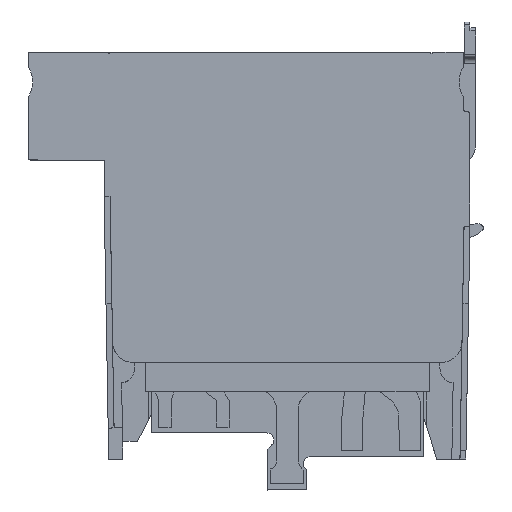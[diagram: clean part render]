
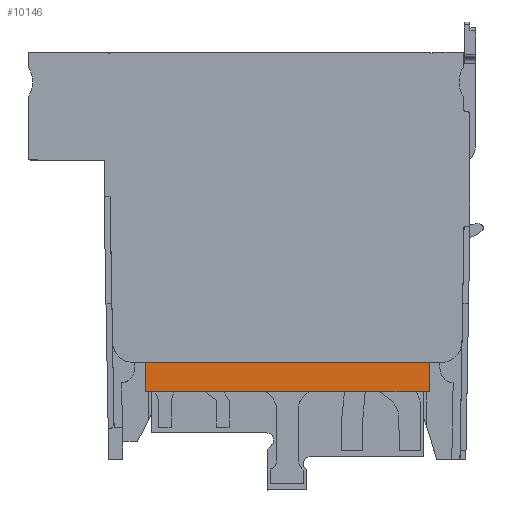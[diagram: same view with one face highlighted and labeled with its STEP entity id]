
A CAD part, top view. The second image highlights one B-rep face of the part: STEP entity #10146.
In plain terms, the highlighted planar face has unit normal (0, 0, 1).
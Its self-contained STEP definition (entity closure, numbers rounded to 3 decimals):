
#5159=DIRECTION('',(1.,0.,0.));
#5160=VECTOR('',#5159,47.9);
#5161=CARTESIAN_POINT('',(-23.926,33.255,1.841));
#5162=LINE('',#5161,#5160);
#5166=DIRECTION('',(0.,-1.,0.));
#5167=VECTOR('',#5166,4.93);
#5168=CARTESIAN_POINT('',(23.974,33.255,1.841));
#5169=LINE('',#5168,#5167);
#5173=DIRECTION('',(-1.,0.,0.));
#5174=VECTOR('',#5173,47.9);
#5175=CARTESIAN_POINT('',(23.974,28.325,1.841));
#5176=LINE('',#5175,#5174);
#5180=DIRECTION('',(0.,1.,0.));
#5181=VECTOR('',#5180,4.93);
#5182=CARTESIAN_POINT('',(-23.926,28.325,1.841));
#5183=LINE('',#5182,#5181);
#5527=CARTESIAN_POINT('',(23.974,33.255,1.841));
#5528=VERTEX_POINT('',#5527);
#5529=CARTESIAN_POINT('',(-23.926,33.255,1.841));
#5530=VERTEX_POINT('',#5529);
#6128=CARTESIAN_POINT('',(-23.926,28.325,1.841));
#6129=VERTEX_POINT('',#6128);
#6130=CARTESIAN_POINT('',(23.974,28.325,1.841));
#6131=VERTEX_POINT('',#6130);
#10133=CARTESIAN_POINT('',(0.,0.,1.841));
#10134=DIRECTION('',(0.,0.,-1.));
#10135=DIRECTION('',(1.,0.,0.));
#10136=AXIS2_PLACEMENT_3D('',#10133,#10134,#10135);
#10137=PLANE('',#10136);
#10138=ORIENTED_EDGE('',*,*,#6582,.T.);
#10140=ORIENTED_EDGE('',*,*,#10139,.T.);
#10142=ORIENTED_EDGE('',*,*,#10141,.T.);
#10143=ORIENTED_EDGE('',*,*,#10125,.T.);
#10144=EDGE_LOOP('',(#10138,#10140,#10142,#10143));
#10145=FACE_OUTER_BOUND('',#10144,.F.);
#10146=ADVANCED_FACE('',(#10145),#10137,.F.);
#6582=EDGE_CURVE('',#5530,#5528,#5162,.T.);
#10125=EDGE_CURVE('',#6129,#5530,#5183,.T.);
#10139=EDGE_CURVE('',#5528,#6131,#5169,.T.);
#10141=EDGE_CURVE('',#6131,#6129,#5176,.T.);
